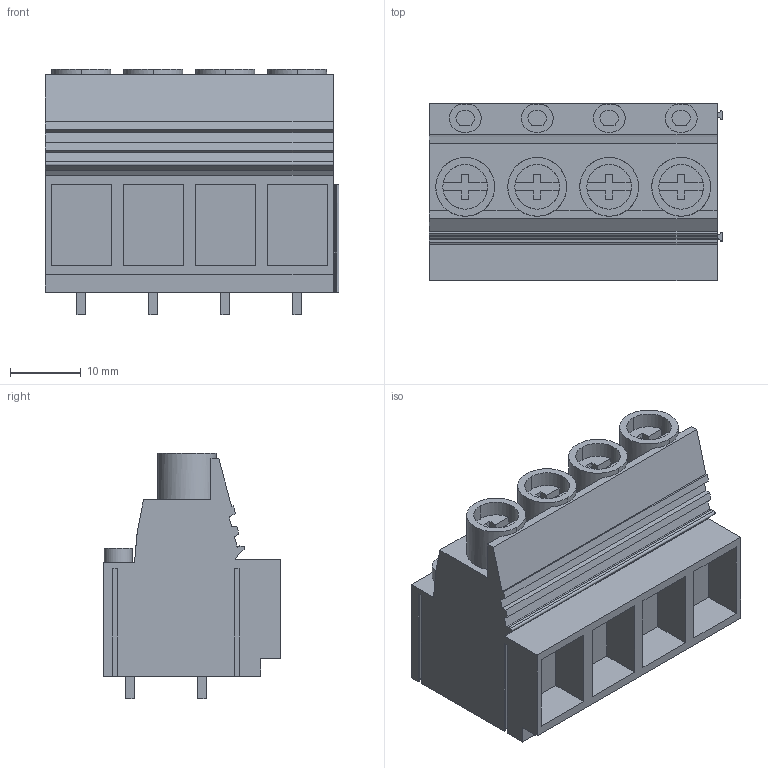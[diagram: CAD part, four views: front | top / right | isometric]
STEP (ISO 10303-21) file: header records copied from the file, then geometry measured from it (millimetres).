
FILE_DESCRIPTION(('CATIA V5 STEP Exchange','CAx-IF Rec.Pracs.--- Model Styling and Organization---1.2---2011-12-15'),'2;1');
FILE_NAME ('D1457073_0_1839290000_1839290000.stp','2018-03-22T14:10:36+00:00',('none'),('Weidmueller'),'CATIA Version 5-6 Release 2014','CATIA V5 STEP AP214','none');
FILE_SCHEMA(('AUTOMOTIVE_DESIGN { 1 0 10303 214 1 1 1 1 }'));
Length unit declared in the file: millimetre
Products named in the file (1): 1839290000
Bounding box: 41.44 x 25.07 x 34.7 mm (x, y, z)
Volume: 19031.8 mm3; surface area: 9330.2 mm2
Topology: 13 solids, 13 shells, 384 faces, 1040 edges, 702 vertices
Faces by surface type: plane 313, cylinder 62, extrusion 9
Entity records: 11740 total; most frequent: CARTESIAN_POINT 2527, ORIENTED_EDGE 2080, DIRECTION 1534, EDGE_CURVE 1040, VECTOR 883, LINE 874, VERTEX_POINT 702, EDGE_LOOP 404
